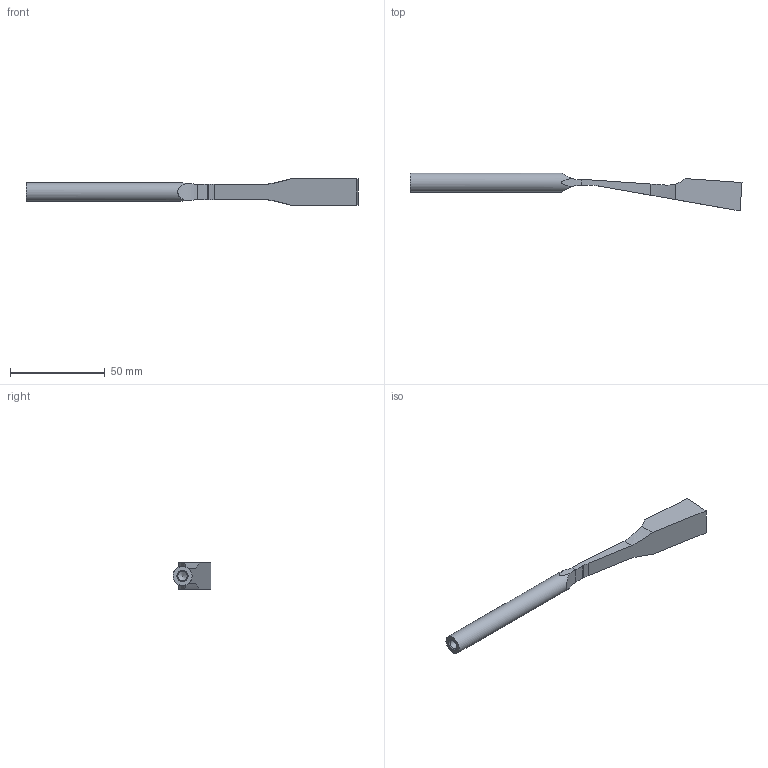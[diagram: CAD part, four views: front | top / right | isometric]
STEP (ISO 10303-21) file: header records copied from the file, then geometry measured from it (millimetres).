
FILE_DESCRIPTION( ( 'STEP AP203' ), ' ' );
FILE_NAME( 'AW27510142(2).stp', '2016-03-02T09:50:58', ( '' ), ( '' ), ' ', 'PARTsolutions', ' ' );
FILE_SCHEMA( ( 'CONFIG_CONTROL_DESIGN' ) );
Length unit declared in the file: millimetre
Products named in the file (1): _AW27510142(2)
Bounding box: 175.09 x 19.96 x 14.2 mm (x, y, z)
Volume: 14002.5 mm3; surface area: 7340.6 mm2
Topology: 1 solids, 1 shells, 24 faces, 65 edges, 43 vertices
Faces by surface type: plane 14, cylinder 8, cone 2
Full cylindrical faces by diameter (mm): 4.917 x1, 10 x1
Entity records: 836 total; most frequent: CARTESIAN_POINT 204, DIRECTION 126, ORIENTED_EDGE 116, EDGE_CURVE 58, AXIS2_PLACEMENT_3D 47, VERTEX_POINT 41, LINE 32, VECTOR 32
